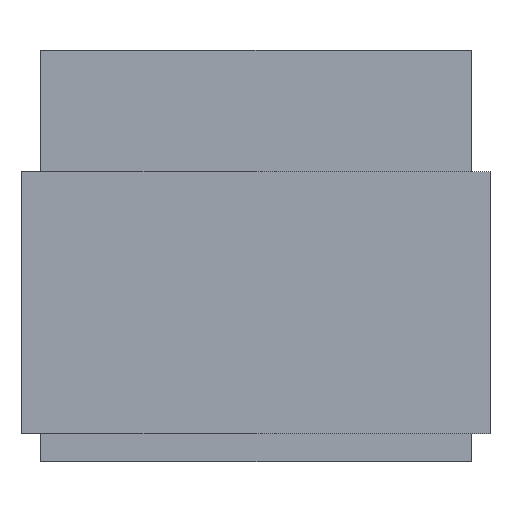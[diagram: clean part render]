
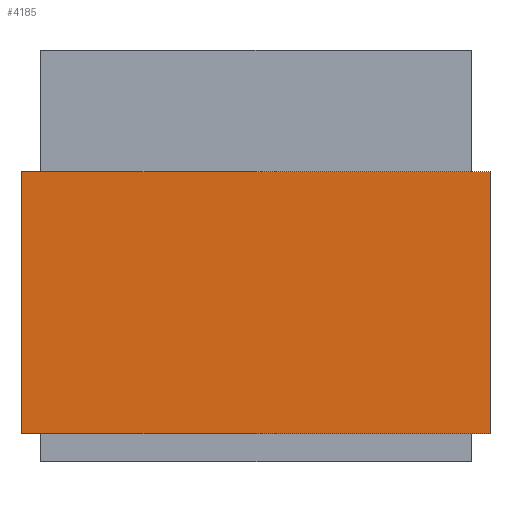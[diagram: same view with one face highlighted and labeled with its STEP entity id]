
A CAD part, front view. The second image highlights one B-rep face of the part: STEP entity #4185.
In plain terms, the highlighted planar face has unit normal (0, -1, 0).
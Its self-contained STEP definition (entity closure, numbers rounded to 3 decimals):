
#175 = CARTESIAN_POINT ( 'NONE',  ( 6.25, -0.5, 0. ) ) ;
#340 = EDGE_CURVE ( 'NONE', #2918, #1872, #1250, .T. ) ;
#346 = VECTOR ( 'NONE', #4224, 1000. ) ;
#361 = VECTOR ( 'NONE', #4089, 1000. ) ;
#434 = CARTESIAN_POINT ( 'NONE',  ( 6.25, -0.5, -7. ) ) ;
#801 = VECTOR ( 'NONE', #1649, 1000. ) ;
#891 = ORIENTED_EDGE ( 'NONE', *, *, #2832, .T. ) ;
#919 = CARTESIAN_POINT ( 'NONE',  ( 0., -0.5, 0. ) ) ;
#1019 = FACE_OUTER_BOUND ( 'NONE', #2865, .T. ) ;
#1132 = CARTESIAN_POINT ( 'NONE',  ( -6.25, -0.5, -7. ) ) ;
#1193 = CARTESIAN_POINT ( 'NONE',  ( -6.25, -0.5, -7. ) ) ;
#1215 = ORIENTED_EDGE ( 'NONE', *, *, #340, .T. ) ;
#1250 = LINE ( 'NONE', #434, #346 ) ;
#1255 = DIRECTION ( 'NONE',  ( 0., -1., 0. ) ) ;
#1600 = ORIENTED_EDGE ( 'NONE', *, *, #2229, .T. ) ;
#1649 = DIRECTION ( 'NONE',  ( 0., 0., -1. ) ) ;
#1872 = VERTEX_POINT ( 'NONE', #175 ) ;
#2229 = EDGE_CURVE ( 'NONE', #2976, #2918, #3165, .T. ) ;
#2524 = EDGE_CURVE ( 'NONE', #4161, #2976, #4299, .T. ) ;
#2732 = CARTESIAN_POINT ( 'NONE',  ( 6.25, -0.5, -7. ) ) ;
#2798 = AXIS2_PLACEMENT_3D ( 'NONE', #919, #1255, #3625 ) ;
#2832 = EDGE_CURVE ( 'NONE', #1872, #4161, #3964, .T. ) ;
#2865 = EDGE_LOOP ( 'NONE', ( #1215, #891, #3630, #1600 ) ) ;
#2914 = CARTESIAN_POINT ( 'NONE',  ( -6.25, -0.5, 0. ) ) ;
#2918 = VERTEX_POINT ( 'NONE', #2732 ) ;
#2976 = VERTEX_POINT ( 'NONE', #1132 ) ;
#3084 = CARTESIAN_POINT ( 'NONE',  ( -6.25, -0.5, 0. ) ) ;
#3165 = LINE ( 'NONE', #1193, #4085 ) ;
#3169 = DIRECTION ( 'NONE',  ( 1., 0., 0. ) ) ;
#3276 = PLANE ( 'NONE',  #2798 ) ;
#3625 = DIRECTION ( 'NONE',  ( 0., 0., -1. ) ) ;
#3630 = ORIENTED_EDGE ( 'NONE', *, *, #2524, .T. ) ;
#3964 = LINE ( 'NONE', #4381, #361 ) ;
#4085 = VECTOR ( 'NONE', #3169, 1000. ) ;
#4089 = DIRECTION ( 'NONE',  ( -1., 0., 0. ) ) ;
#4161 = VERTEX_POINT ( 'NONE', #2914 ) ;
#4185 = ADVANCED_FACE ( 'NONE', ( #1019 ), #3276, .T. ) ;
#4224 = DIRECTION ( 'NONE',  ( 0., 0., 1. ) ) ;
#4299 = LINE ( 'NONE', #3084, #801 ) ;
#4381 = CARTESIAN_POINT ( 'NONE',  ( 6.25, -0.5, 0. ) ) ;
